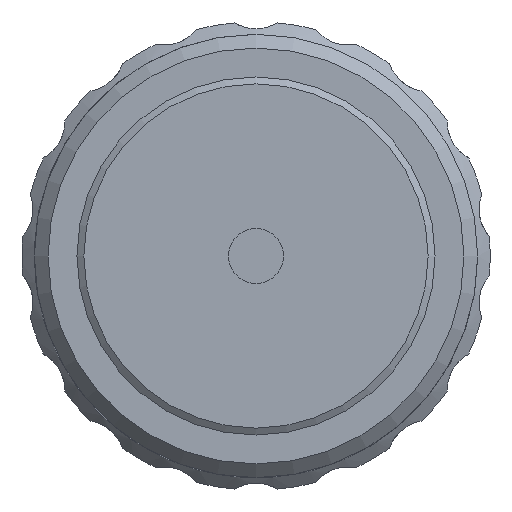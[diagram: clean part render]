
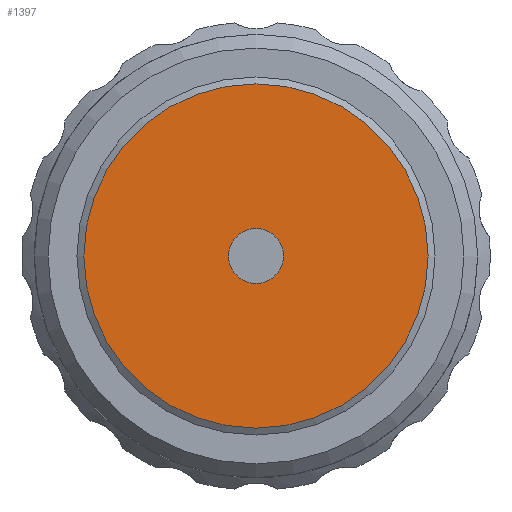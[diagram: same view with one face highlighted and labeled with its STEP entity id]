
A CAD part, left-side view. The second image highlights one B-rep face of the part: STEP entity #1397.
In plain terms, the highlighted planar face has unit normal (-1, 0, 0).
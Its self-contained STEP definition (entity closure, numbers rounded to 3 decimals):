
#43 = EDGE_LOOP ( 'NONE', ( #1343 ) ) ;
#47 = CIRCLE ( 'NONE', #1053, 12.5 ) ;
#196 = DIRECTION ( 'NONE',  ( 0., 0., 1. ) ) ;
#232 = VERTEX_POINT ( 'NONE', #1476 ) ;
#512 = VERTEX_POINT ( 'NONE', #1377 ) ;
#538 = DIRECTION ( 'NONE',  ( 1., 0., 0. ) ) ;
#673 = CARTESIAN_POINT ( 'NONE',  ( -9.553, 46.021, 0. ) ) ;
#691 = EDGE_LOOP ( 'NONE', ( #1385 ) ) ;
#1053 = AXIS2_PLACEMENT_3D ( 'NONE', #673, #538, #196 ) ;
#1119 = DIRECTION ( 'NONE',  ( 0., 0., 1. ) ) ;
#1183 = DIRECTION ( 'NONE',  ( 0., 0., 1. ) ) ;
#1228 = CIRCLE ( 'NONE', #1980, 2. ) ;
#1343 = ORIENTED_EDGE ( 'NONE', *, *, #2077, .T. ) ;
#1346 = CARTESIAN_POINT ( 'NONE',  ( -9.553, 46.021, 0. ) ) ;
#1377 = CARTESIAN_POINT ( 'NONE',  ( -9.553, 46.021, 2. ) ) ;
#1385 = ORIENTED_EDGE ( 'NONE', *, *, #2063, .F. ) ;
#1397 = ADVANCED_FACE ( 'NONE', ( #2086, #1934 ), #1606, .T. ) ;
#1476 = CARTESIAN_POINT ( 'NONE',  ( -9.553, 46.021, 12.5 ) ) ;
#1571 = AXIS2_PLACEMENT_3D ( 'NONE', #2074, #2065, #1119 ) ;
#1606 = PLANE ( 'NONE',  #1571 ) ;
#1833 = DIRECTION ( 'NONE',  ( 1., 0., 0. ) ) ;
#1934 = FACE_OUTER_BOUND ( 'NONE', #691, .T. ) ;
#1980 = AXIS2_PLACEMENT_3D ( 'NONE', #1346, #1833, #1183 ) ;
#2063 = EDGE_CURVE ( 'NONE', #232, #232, #47, .T. ) ;
#2065 = DIRECTION ( 'NONE',  ( -1., 0., 0. ) ) ;
#2074 = CARTESIAN_POINT ( 'NONE',  ( -9.553, 57.871, 0. ) ) ;
#2077 = EDGE_CURVE ( 'NONE', #512, #512, #1228, .T. ) ;
#2086 = FACE_BOUND ( 'NONE', #43, .T. ) ;
